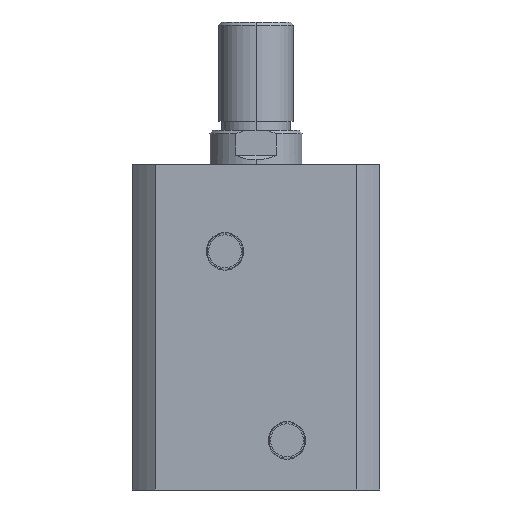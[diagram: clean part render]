
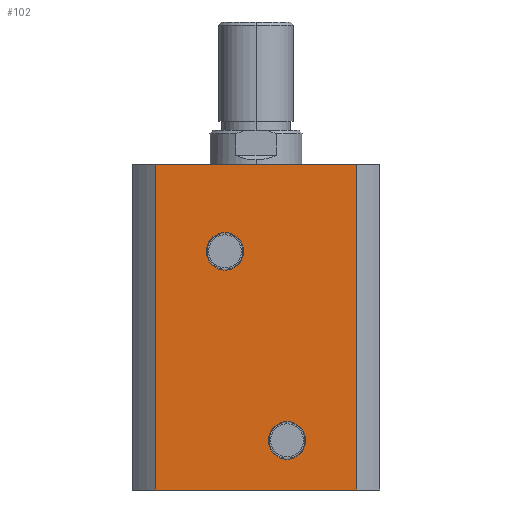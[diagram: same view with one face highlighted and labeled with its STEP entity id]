
A CAD part, left-side view. The second image highlights one B-rep face of the part: STEP entity #102.
In plain terms, the highlighted planar face has unit normal (-1, 0, 0).
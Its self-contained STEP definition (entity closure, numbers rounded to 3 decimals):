
#5 = EDGE_CURVE ( 'NONE', #396, #400, #2475, .T. ) ;
#102 = ADVANCED_FACE ( 'NONE', ( #2303, #2300, #2305 ), #1876, .F. ) ;
#237 = VERTEX_POINT ( 'NONE', #2216 ) ;
#251 = VERTEX_POINT ( 'NONE', #2234 ) ;
#255 = VERTEX_POINT ( 'NONE', #2238 ) ;
#371 = VERTEX_POINT ( 'NONE', #557 ) ;
#389 = VERTEX_POINT ( 'NONE', #575 ) ;
#396 = VERTEX_POINT ( 'NONE', #582 ) ;
#400 = VERTEX_POINT ( 'NONE', #586 ) ;
#557 = CARTESIAN_POINT ( 'NONE',  ( -40., -10., 9.94 ) ) ;
#575 = CARTESIAN_POINT ( 'NONE',  ( -40., -10., 22.06 ) ) ;
#582 = CARTESIAN_POINT ( 'NONE',  ( -40., 10., 70.94 ) ) ;
#586 = CARTESIAN_POINT ( 'NONE',  ( -40., 10., 83.06 ) ) ;
#856 = CARTESIAN_POINT ( 'NONE',  ( -40., 32.438, 105. ) ) ;
#864 = DIRECTION ( 'NONE',  ( 0., 0., -1. ) ) ;
#875 = CARTESIAN_POINT ( 'NONE',  ( -40., -10., 16. ) ) ;
#876 = DIRECTION ( 'NONE',  ( -1., 0., 0. ) ) ;
#877 = DIRECTION ( 'NONE',  ( 0., 0., 1. ) ) ;
#879 = CARTESIAN_POINT ( 'NONE',  ( -40., 10., 77. ) ) ;
#880 = DIRECTION ( 'NONE',  ( -1., 0., 0. ) ) ;
#881 = DIRECTION ( 'NONE',  ( 0., 0., 1. ) ) ;
#887 = CARTESIAN_POINT ( 'NONE',  ( -40., 0., 105. ) ) ;
#888 = DIRECTION ( 'NONE',  ( 0., -1., 0. ) ) ;
#889 = CARTESIAN_POINT ( 'NONE',  ( -40., 0., 0. ) ) ;
#890 = DIRECTION ( 'NONE',  ( 0., -1., 0. ) ) ;
#891 = CARTESIAN_POINT ( 'NONE',  ( -40., -32.438, 105. ) ) ;
#893 = DIRECTION ( 'NONE',  ( 0., 0., -1. ) ) ;
#963 = DIRECTION ( 'NONE',  ( 0., 0., 1. ) ) ;
#964 = DIRECTION ( 'NONE',  ( -1., 0., 0. ) ) ;
#965 = CARTESIAN_POINT ( 'NONE',  ( -40., 10., 77. ) ) ;
#1207 = AXIS2_PLACEMENT_3D ( 'NONE', #965, #964, #963 ) ;
#1267 = AXIS2_PLACEMENT_3D ( 'NONE', #1874, #1869, #1878 ) ;
#1410 = AXIS2_PLACEMENT_3D ( 'NONE', #875, #876, #877 ) ;
#1411 = AXIS2_PLACEMENT_3D ( 'NONE', #879, #880, #881 ) ;
#1434 = AXIS2_PLACEMENT_3D ( 'NONE', #1573, #1574, #1575 ) ;
#1573 = CARTESIAN_POINT ( 'NONE',  ( -40., -10., 16. ) ) ;
#1574 = DIRECTION ( 'NONE',  ( -1., 0., 0. ) ) ;
#1575 = DIRECTION ( 'NONE',  ( 0., 0., 1. ) ) ;
#1598 = CARTESIAN_POINT ( 'NONE',  ( -40., 32.438, 0. ) ) ;
#1869 = DIRECTION ( 'NONE',  ( 1., 0., 0. ) ) ;
#1874 = CARTESIAN_POINT ( 'NONE',  ( -40., 0., 105. ) ) ;
#1876 = PLANE ( 'NONE',  #1267 ) ;
#1878 = DIRECTION ( 'NONE',  ( 0., 1., 0. ) ) ;
#2216 = CARTESIAN_POINT ( 'NONE',  ( -40., -32.438, 105. ) ) ;
#2234 = CARTESIAN_POINT ( 'NONE',  ( -40., 32.438, 105. ) ) ;
#2238 = CARTESIAN_POINT ( 'NONE',  ( -40., -32.438, 0. ) ) ;
#2284 = EDGE_CURVE ( 'NONE', #251, #2507, #3406, .T. ) ;
#2286 = EDGE_CURVE ( 'NONE', #389, #371, #3409, .T. ) ;
#2287 = EDGE_CURVE ( 'NONE', #400, #396, #3407, .T. ) ;
#2290 = EDGE_CURVE ( 'NONE', #251, #237, #3413, .T. ) ;
#2291 = EDGE_CURVE ( 'NONE', #2507, #255, #3415, .T. ) ;
#2292 = EDGE_CURVE ( 'NONE', #237, #255, #3417, .T. ) ;
#2300 = FACE_BOUND ( 'NONE', #2557, .T. ) ;
#2303 = FACE_BOUND ( 'NONE', #2612, .T. ) ;
#2305 = FACE_OUTER_BOUND ( 'NONE', #2635, .T. ) ;
#2408 = EDGE_CURVE ( 'NONE', #371, #389, #3450, .T. ) ;
#2475 = CIRCLE ( 'NONE', #1207, 6.06 ) ;
#2507 = VERTEX_POINT ( 'NONE', #1598 ) ;
#2557 = EDGE_LOOP ( 'NONE', ( #2859, #2860 ) ) ;
#2612 = EDGE_LOOP ( 'NONE', ( #2857, #2858 ) ) ;
#2635 = EDGE_LOOP ( 'NONE', ( #2861, #2862, #2863, #2864 ) ) ;
#2857 = ORIENTED_EDGE ( 'NONE', *, *, #2286, .F. ) ;
#2858 = ORIENTED_EDGE ( 'NONE', *, *, #2408, .F. ) ;
#2859 = ORIENTED_EDGE ( 'NONE', *, *, #2287, .F. ) ;
#2860 = ORIENTED_EDGE ( 'NONE', *, *, #5, .F. ) ;
#2861 = ORIENTED_EDGE ( 'NONE', *, *, #2291, .T. ) ;
#2862 = ORIENTED_EDGE ( 'NONE', *, *, #2292, .F. ) ;
#2863 = ORIENTED_EDGE ( 'NONE', *, *, #2290, .F. ) ;
#2864 = ORIENTED_EDGE ( 'NONE', *, *, #2284, .T. ) ;
#3406 = LINE ( 'NONE', #856, #3408 ) ;
#3407 = CIRCLE ( 'NONE', #1411, 6.06 ) ;
#3408 = VECTOR ( 'NONE', #864, 1000. ) ;
#3409 = CIRCLE ( 'NONE', #1410, 6.06 ) ;
#3413 = LINE ( 'NONE', #887, #3416 ) ;
#3415 = LINE ( 'NONE', #889, #3418 ) ;
#3416 = VECTOR ( 'NONE', #888, 1000. ) ;
#3417 = LINE ( 'NONE', #891, #3420 ) ;
#3418 = VECTOR ( 'NONE', #890, 1000. ) ;
#3420 = VECTOR ( 'NONE', #893, 1000. ) ;
#3450 = CIRCLE ( 'NONE', #1434, 6.06 ) ;
